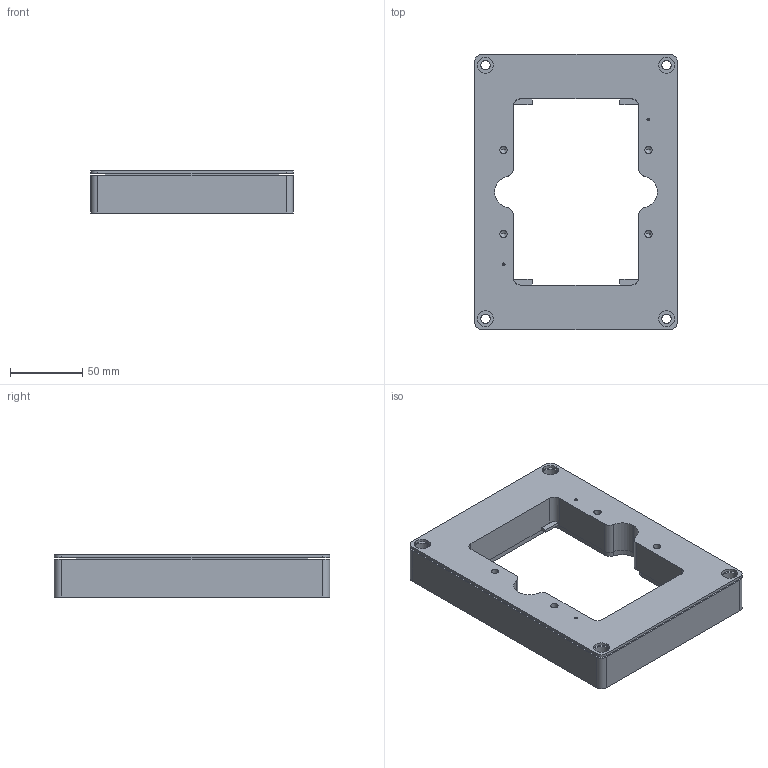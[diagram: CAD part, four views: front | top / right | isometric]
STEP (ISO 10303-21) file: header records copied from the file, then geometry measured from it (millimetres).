
FILE_DESCRIPTION (( 'STEP AP214' ), '1' );
FILE_NAME ('P79.Z200-D1三维外形图-22.09.06.STEP', '2022-09-06T07:33:52', ( 'Windows User' ), ( 'P R C' ), 'SwSTEP 2.0', 'SolidWorks 2016', '' );
FILE_SCHEMA (( 'AUTOMOTIVE_DESIGN' ));
Length unit declared in the file: millimetre
Products named in the file (1): P79.Z200-D1三维外形图-22.09.06
Bounding box: 140 x 190 x 29 mm (x, y, z)
Volume: 410241.5 mm3; surface area: 79956.8 mm2
Topology: 1 solids, 1 shells, 131 faces, 350 edges, 220 vertices
Faces by surface type: cylinder 70, plane 45, cone 16
Entity records: 4694 total; most frequent: DIRECTION 742, CARTESIAN_POINT 686, ORIENTED_EDGE 668, EDGE_CURVE 334, AXIS2_PLACEMENT_3D 276, VERTEX_POINT 220, VECTOR 190, LINE 190
